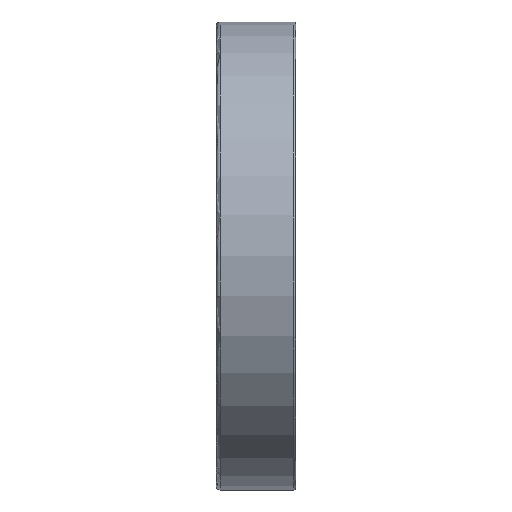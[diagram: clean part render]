
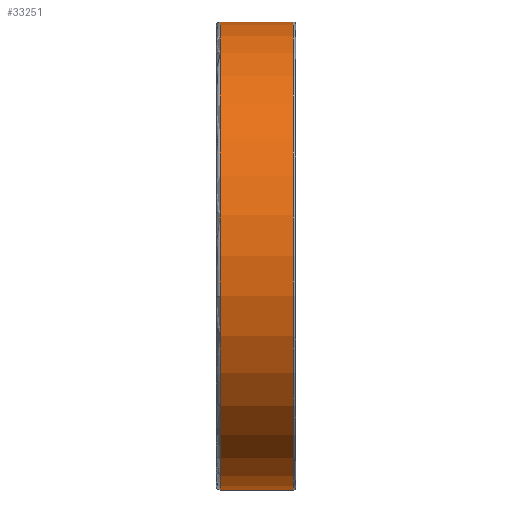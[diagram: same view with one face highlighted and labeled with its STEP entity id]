
A CAD part, top view. The second image highlights one B-rep face of the part: STEP entity #33251.
In plain terms, the highlighted cylindrical face has radius 65 mm (diameter 130 mm), a partial arc.
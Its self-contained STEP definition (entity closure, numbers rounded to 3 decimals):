
#24236=DIRECTION('',(-1.,0.,0.));
#24237=VECTOR('',#24236,20.3);
#24238=CARTESIAN_POINT('',(10.4,65.,0.));
#24239=LINE('',#24238,#24237);
#24243=DIRECTION('',(-1.,0.,0.));
#24244=VECTOR('',#24243,20.3);
#24245=CARTESIAN_POINT('',(10.4,-65.,0.));
#24246=LINE('',#24245,#24244);
#24258=CARTESIAN_POINT('',(10.4,0.,0.));
#24259=DIRECTION('',(1.,0.,0.));
#24260=DIRECTION('',(0.,1.,0.));
#24261=AXIS2_PLACEMENT_3D('',#24258,#24259,#24260);
#24266=CARTESIAN_POINT('',(-9.9,0.,0.));
#24267=DIRECTION('',(1.,0.,0.));
#24268=DIRECTION('',(0.,1.,0.));
#24269=AXIS2_PLACEMENT_3D('',#24266,#24267,#24268);
#30565=CARTESIAN_POINT('',(10.4,65.,0.));
#30566=CARTESIAN_POINT('',(-9.9,65.,0.));
#30567=VERTEX_POINT('',#30565);
#30568=VERTEX_POINT('',#30566);
#30577=CARTESIAN_POINT('',(10.4,-65.,0.));
#30578=CARTESIAN_POINT('',(-9.9,-65.,0.));
#30579=VERTEX_POINT('',#30577);
#30580=VERTEX_POINT('',#30578);
#33239=CARTESIAN_POINT('',(-12.1,0.,0.));
#33240=DIRECTION('',(1.,0.,0.));
#33241=DIRECTION('',(0.,-1.,0.));
#33242=AXIS2_PLACEMENT_3D('',#33239,#33240,#33241);
#33243=CYLINDRICAL_SURFACE('',#33242,65.);
#33244=ORIENTED_EDGE('',*,*,#33229,.F.);
#33245=ORIENTED_EDGE('',*,*,#33206,.T.);
#33246=ORIENTED_EDGE('',*,*,#33233,.T.);
#33248=ORIENTED_EDGE('',*,*,#33247,.F.);
#33249=EDGE_LOOP('',(#33244,#33245,#33246,#33248));
#33250=FACE_OUTER_BOUND('',#33249,.F.);
#24262=CIRCLE('',#24261,65.);
#24270=CIRCLE('',#24269,65.);
#33206=EDGE_CURVE('',#30567,#30579,#24262,.T.);
#33229=EDGE_CURVE('',#30567,#30568,#24239,.T.);
#33233=EDGE_CURVE('',#30579,#30580,#24246,.T.);
#33247=EDGE_CURVE('',#30568,#30580,#24270,.T.);
#33251=ADVANCED_FACE('',(#33250),#33243,.T.);
